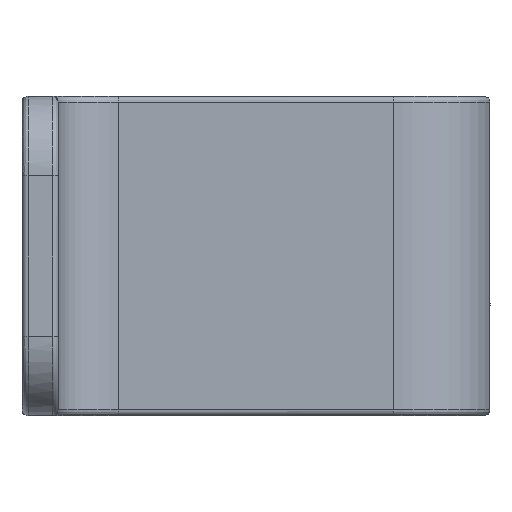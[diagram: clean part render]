
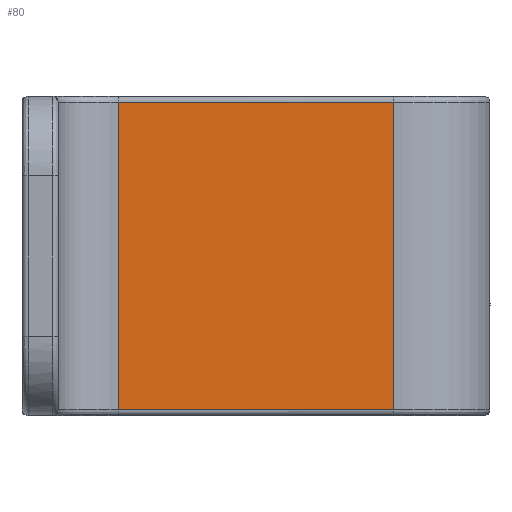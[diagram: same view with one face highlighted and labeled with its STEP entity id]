
A CAD part, left-side view. The second image highlights one B-rep face of the part: STEP entity #80.
In plain terms, the highlighted planar face has unit normal (-1, 0, 0).
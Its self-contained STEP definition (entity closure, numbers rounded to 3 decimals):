
#80=ADVANCED_FACE('',(#251),#2636,.T.);
#251=FACE_OUTER_BOUND('',#428,.T.);
#428=EDGE_LOOP('',(#765,#766,#767,#768));
#765=ORIENTED_EDGE('',*,*,#1530,.T.);
#766=ORIENTED_EDGE('',*,*,#1528,.F.);
#767=ORIENTED_EDGE('',*,*,#1529,.T.);
#768=ORIENTED_EDGE('',*,*,#1527,.T.);
#1527=EDGE_CURVE('',#2332,#2331,#1928,.T.);
#1528=EDGE_CURVE('',#2334,#2333,#1929,.T.);
#1529=EDGE_CURVE('',#2334,#2332,#1930,.T.);
#1530=EDGE_CURVE('',#2331,#2333,#1931,.T.);
#1928=(
BOUNDED_CURVE()
B_SPLINE_CURVE(1,(#4367,#4368),.UNSPECIFIED.,.F.,.F.)
B_SPLINE_CURVE_WITH_KNOTS((2,2),(0.5,26.),
 .UNSPECIFIED.)
CURVE()
GEOMETRIC_REPRESENTATION_ITEM()
RATIONAL_B_SPLINE_CURVE((1.,1.))
REPRESENTATION_ITEM('')
);
#1929=(
BOUNDED_CURVE()
B_SPLINE_CURVE(1,(#4369,#4370),.UNSPECIFIED.,.F.,.F.)
B_SPLINE_CURVE_WITH_KNOTS((2,2),(0.5,26.),.UNSPECIFIED.)
CURVE()
GEOMETRIC_REPRESENTATION_ITEM()
RATIONAL_B_SPLINE_CURVE((1.,1.))
REPRESENTATION_ITEM('')
);
#1930=(
BOUNDED_CURVE()
B_SPLINE_CURVE(1,(#4371,#4372),.UNSPECIFIED.,.F.,.F.)
B_SPLINE_CURVE_WITH_KNOTS((2,2),(0.,22.8),.UNSPECIFIED.)
CURVE()
GEOMETRIC_REPRESENTATION_ITEM()
RATIONAL_B_SPLINE_CURVE((1.,1.))
REPRESENTATION_ITEM('')
);
#1931=(
BOUNDED_CURVE()
B_SPLINE_CURVE(1,(#4373,#4374),.UNSPECIFIED.,.F.,.F.)
B_SPLINE_CURVE_WITH_KNOTS((2,2),(0.,22.8),
 .UNSPECIFIED.)
CURVE()
GEOMETRIC_REPRESENTATION_ITEM()
RATIONAL_B_SPLINE_CURVE((1.,1.))
REPRESENTATION_ITEM('')
);
#2331=VERTEX_POINT('',#3875);
#2332=VERTEX_POINT('',#3876);
#2333=VERTEX_POINT('',#3877);
#2334=VERTEX_POINT('',#3878);
#2636=PLANE('',#2800);
#2800=AXIS2_PLACEMENT_3D('',#3088,#2944,$);
#2944=DIRECTION('',(-1.,0.,0.));
#3088=CARTESIAN_POINT('',(-165.4,-11.4,21.759));
#3875=CARTESIAN_POINT('',(-165.4,11.4,-4.241));
#3876=CARTESIAN_POINT('',(-165.4,11.4,21.259));
#3877=CARTESIAN_POINT('',(-165.4,-11.4,-4.241));
#3878=CARTESIAN_POINT('',(-165.4,-11.4,21.259));
#4367=CARTESIAN_POINT('',(-165.4,11.4,21.259));
#4368=CARTESIAN_POINT('',(-165.4,11.4,-4.241));
#4369=CARTESIAN_POINT('',(-165.4,-11.4,21.259));
#4370=CARTESIAN_POINT('',(-165.4,-11.4,-4.241));
#4371=CARTESIAN_POINT('',(-165.4,-11.4,21.259));
#4372=CARTESIAN_POINT('',(-165.4,11.4,21.259));
#4373=CARTESIAN_POINT('',(-165.4,11.4,-4.241));
#4374=CARTESIAN_POINT('',(-165.4,-11.4,-4.241));
